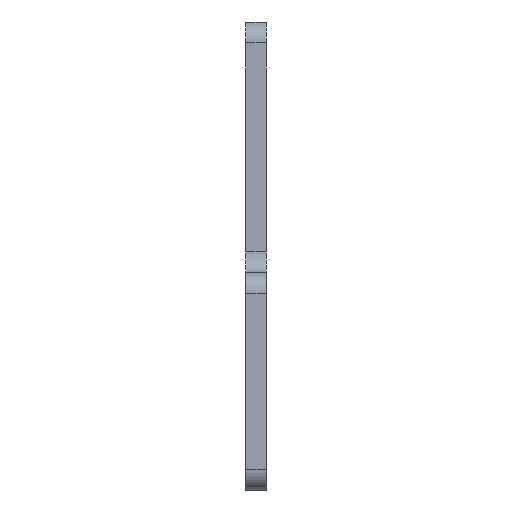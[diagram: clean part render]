
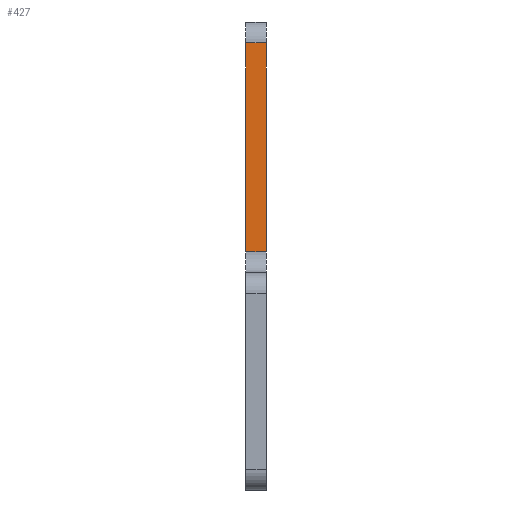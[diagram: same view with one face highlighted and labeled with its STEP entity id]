
A CAD part, left-side view. The second image highlights one B-rep face of the part: STEP entity #427.
In plain terms, the highlighted planar face has unit normal (-1, 0, 0).
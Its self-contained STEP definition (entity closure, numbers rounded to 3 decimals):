
#13 = CARTESIAN_POINT ( 'NONE',  ( -13., 0., 40.5 ) ) ;
#24 = DIRECTION ( 'NONE',  ( 0., 0., -1. ) ) ;
#56 = DIRECTION ( 'NONE',  ( -1., 0., 0. ) ) ;
#64 = EDGE_CURVE ( 'NONE', #205, #438, #864, .T. ) ;
#86 = DIRECTION ( 'NONE',  ( 0., 1., 0. ) ) ;
#115 = EDGE_CURVE ( 'NONE', #727, #205, #652, .T. ) ;
#131 = VECTOR ( 'NONE', #86, 1000. ) ;
#150 = DIRECTION ( 'NONE',  ( 0., 0., -1. ) ) ;
#160 = EDGE_LOOP ( 'NONE', ( #942, #517, #1051, #1032 ) ) ;
#180 = CARTESIAN_POINT ( 'NONE',  ( -13., 0., 15.5 ) ) ;
#205 = VERTEX_POINT ( 'NONE', #888 ) ;
#213 = CARTESIAN_POINT ( 'NONE',  ( -13., 0., 43. ) ) ;
#308 = CARTESIAN_POINT ( 'NONE',  ( -13., 0., 15.5 ) ) ;
#378 = CARTESIAN_POINT ( 'NONE',  ( -13., 2.5, 43. ) ) ;
#427 = ADVANCED_FACE ( 'NONE', ( #1029 ), #875, .T. ) ;
#438 = VERTEX_POINT ( 'NONE', #784 ) ;
#440 = CARTESIAN_POINT ( 'NONE',  ( -13., 0., 40.5 ) ) ;
#481 = VERTEX_POINT ( 'NONE', #308 ) ;
#517 = ORIENTED_EDGE ( 'NONE', *, *, #982, .T. ) ;
#576 = LINE ( 'NONE', #180, #957 ) ;
#641 = DIRECTION ( 'NONE',  ( 0., 0., -1. ) ) ;
#652 = LINE ( 'NONE', #13, #131 ) ;
#727 = VERTEX_POINT ( 'NONE', #440 ) ;
#751 = VECTOR ( 'NONE', #641, 1000. ) ;
#784 = CARTESIAN_POINT ( 'NONE',  ( -13., 2.5, 15.5 ) ) ;
#801 = AXIS2_PLACEMENT_3D ( 'NONE', #213, #56, #150 ) ;
#864 = LINE ( 'NONE', #378, #751 ) ;
#875 = PLANE ( 'NONE',  #801 ) ;
#888 = CARTESIAN_POINT ( 'NONE',  ( -13., 2.5, 40.5 ) ) ;
#913 = CARTESIAN_POINT ( 'NONE',  ( -13., 0., 43. ) ) ;
#921 = VECTOR ( 'NONE', #24, 1000. ) ;
#942 = ORIENTED_EDGE ( 'NONE', *, *, #64, .T. ) ;
#949 = EDGE_CURVE ( 'NONE', #727, #481, #1056, .T. ) ;
#957 = VECTOR ( 'NONE', #983, 1000. ) ;
#982 = EDGE_CURVE ( 'NONE', #438, #481, #576, .T. ) ;
#983 = DIRECTION ( 'NONE',  ( 0., -1., 0. ) ) ;
#1029 = FACE_OUTER_BOUND ( 'NONE', #160, .T. ) ;
#1032 = ORIENTED_EDGE ( 'NONE', *, *, #115, .T. ) ;
#1051 = ORIENTED_EDGE ( 'NONE', *, *, #949, .F. ) ;
#1056 = LINE ( 'NONE', #913, #921 ) ;
